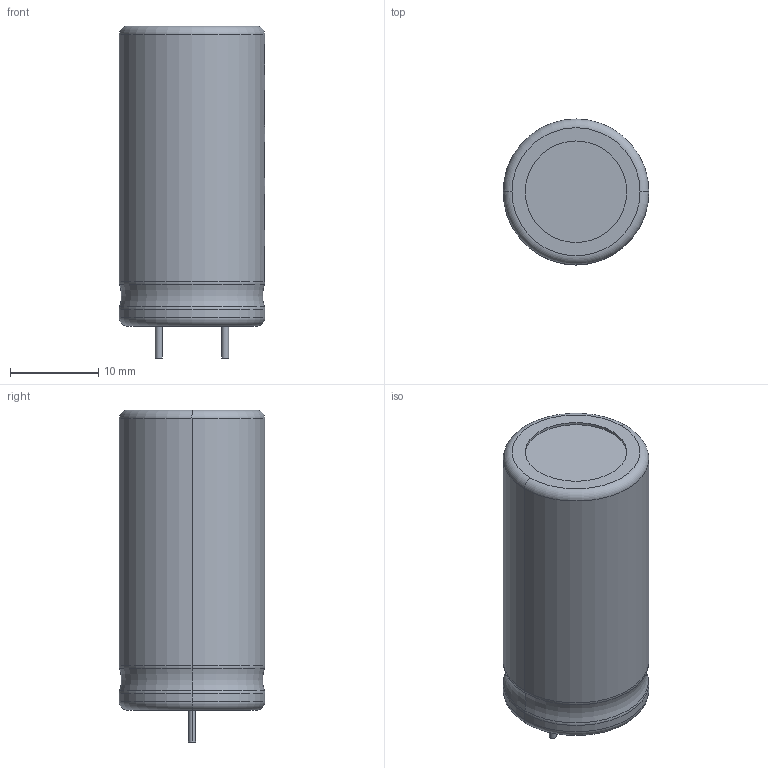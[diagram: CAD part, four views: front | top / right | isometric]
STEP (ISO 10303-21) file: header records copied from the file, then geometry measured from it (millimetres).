
FILE_DESCRIPTION((''),'2;1');
FILE_NAME('CAPPR750-1650X3400.stp','2012-01-30T17:30:48',(''),(''),'Mechanical Desktop 2011','Mechanical Desktop 2011',', , ');
FILE_SCHEMA(('AUTOMOTIVE_DESIGN { 1 2 10303 214 1 1 1 1 }'));
Length unit declared in the file: millimetre
Products named in the file (1): Product
Bounding box: 16.5 x 16.5 x 37.6 mm (x, y, z)
Volume: 7166.8 mm3; surface area: 2738.4 mm2
Topology: 11 solids, 11 shells, 99 faces, 213 edges, 138 vertices
Faces by surface type: plane 56, cylinder 33, torus 10
Entity records: 2757 total; most frequent: DIRECTION 517, CARTESIAN_POINT 451, ORIENTED_EDGE 426, EDGE_CURVE 213, AXIS2_PLACEMENT_3D 204, VERTEX_POINT 138, VECTOR 109, LINE 109
